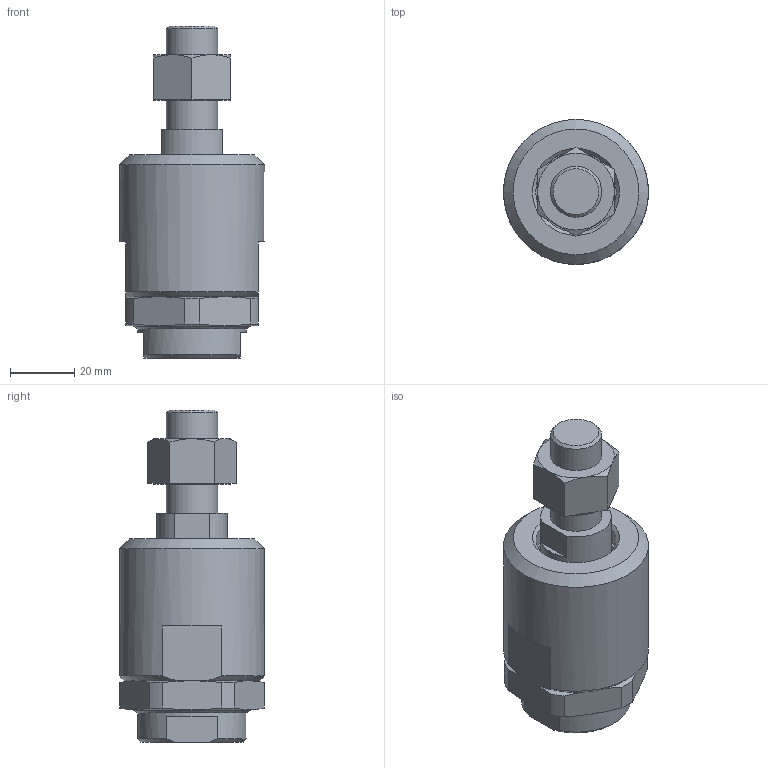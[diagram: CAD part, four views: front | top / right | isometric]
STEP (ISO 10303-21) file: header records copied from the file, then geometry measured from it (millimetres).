
FILE_DESCRIPTION(/* description */ ('STEP AP214'),/* implementation_level */ '2;1');
FILE_NAME(/* name */ '532707_FK-5_8-18',/* time_stamp */ '2024-08-28T13:49:00+02:00',/* author */ ('License CC BY-ND 4.0'),/* organization */ ('CADENAS'),/* preprocessor_version */ 'ST-DEVELOPER v19.3',/* originating_system */ 'PARTsolutions',/* authorisation */ ' ');
FILE_SCHEMA (('AUTOMOTIVE_DESIGN {1 0 10303 214 3 1 1}'));
Length unit declared in the file: millimetre
Products named in the file (7): 532707 FK-5_8-18---(asm_0_0); 532707 FK-5/8-18---(GE); 532707 FK-5/8-18---(0BO); Hex Nuts 5/8 ANSI B18.2.2; 532707 FK-5/8-18---(BU); 532707 FK-5/8-18---(MU); 532707 FK-5/8-18---(KG)
Assembly tree (7 placements, depth 2):
  532707 FK-5_8-18---(asm_0_0)
    532707 FK-5/8-18---(GE)
    532707 FK-5/8-18---(0BO)
    Hex Nuts 5/8 ANSI B18.2.2
    532707 FK-5/8-18---(BU)
    532707 FK-5/8-18---(MU)
    532707 FK-5/8-18---(KG)  x2
Bounding box: 45 x 45 x 103 mm (x, y, z)
Volume: 92461.9 mm3; surface area: 33537.8 mm2
Topology: 7 solids, 7 shells, 126 faces, 283 edges, 177 vertices
Faces by surface type: plane 50, cone 41, cylinder 31, sphere 4
Full cylindrical faces by diameter (mm): 14.348 x2, 15.875 x1, 16.5 x1, 22 x1, 24 x2, 25 x1, 27.8 x3, 32 x2, 33.8 x1, 34.376 x2, 34.5 x1, 36 x1, 45 x1
Entity records: 3398 total; most frequent: CARTESIAN_POINT 659, DIRECTION 554, ORIENTED_EDGE 462, AXIS2_PLACEMENT_3D 238, EDGE_CURVE 231, EDGE_LOOP 176, FACE_BOUND 176, VERTEX_POINT 167
